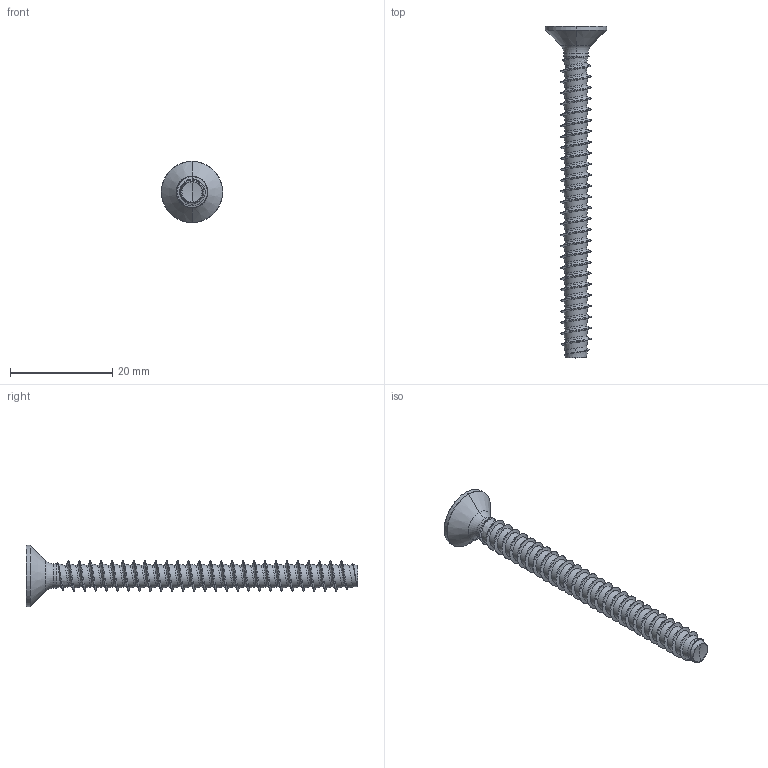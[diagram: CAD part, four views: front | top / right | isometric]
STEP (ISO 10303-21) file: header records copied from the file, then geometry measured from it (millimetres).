
FILE_DESCRIPTION (( 'STEP AP203' ), '1' );
FILE_NAME ('STP330600650.STEP', '2017-08-15T16:53:51', ( '' ), ( '' ), 'SwSTEP 2.0', 'SolidWorks 2015', '' );
FILE_SCHEMA (( 'CONFIG_CONTROL_DESIGN' ));
Length unit declared in the file: millimetre
Products named in the file (1): STP330600650
Bounding box: 12 x 65 x 12 mm (x, y, z)
Volume: 1299.7 mm3; surface area: 1687.1 mm2
Topology: 1 solids, 1 shells, 215 faces, 514 edges, 301 vertices
Faces by surface type: cylinder 100, bspline 51, sphere 26, plane 22, cone 10, torus 6
Entity records: 41020 total; most frequent: CARTESIAN_POINT 36618, ORIENTED_EDGE 1024, DIRECTION 762, EDGE_CURVE 512, AXIS2_PLACEMENT_3D 304, VERTEX_POINT 301, EDGE_LOOP 217, ADVANCED_FACE 215
